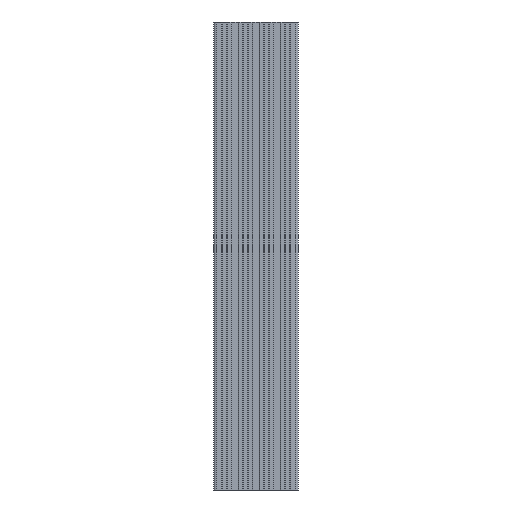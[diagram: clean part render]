
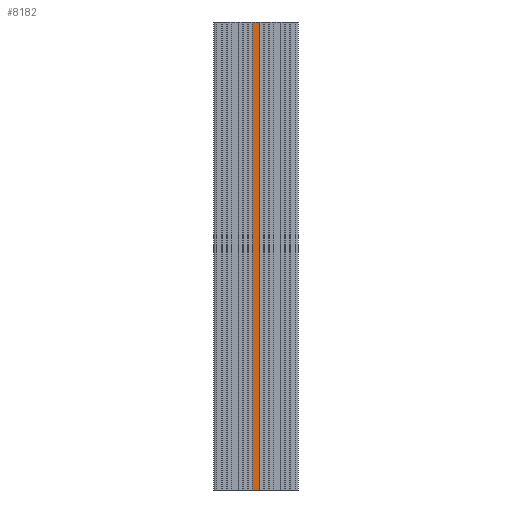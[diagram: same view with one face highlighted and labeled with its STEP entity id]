
A CAD part, front view. The second image highlights one B-rep face of the part: STEP entity #8182.
In plain terms, the highlighted planar face has unit normal (0, -1, 0).
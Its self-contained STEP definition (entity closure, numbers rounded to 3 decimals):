
#185=PLANE($,#8819);
#544=FACE_OUTER_BOUND($,#956,.T.);
#956=EDGE_LOOP($,(#6341,#6342,#6343,#6344));
#1684=LINE($,#13025,#2584);
#1685=LINE($,#13028,#2585);
#1686=LINE($,#13030,#2586);
#1687=LINE($,#13031,#2587);
#2584=VECTOR($,#10603,1000.);
#2585=VECTOR($,#10606,14.4);
#2586=VECTOR($,#10607,14.4);
#2587=VECTOR($,#10608,1000.);
#3775=VERTEX_POINT($,#13021);
#3776=VERTEX_POINT($,#13023);
#3777=VERTEX_POINT($,#13027);
#3778=VERTEX_POINT($,#13029);
#4854=EDGE_CURVE($,#3775,#3776,#1684,.T.);
#4855=EDGE_CURVE($,#3777,#3775,#1685,.T.);
#4856=EDGE_CURVE($,#3778,#3776,#1686,.T.);
#4857=EDGE_CURVE($,#3777,#3778,#1687,.T.);
#6341=ORIENTED_EDGE($,*,*,#4855,.T.);
#6342=ORIENTED_EDGE($,*,*,#4854,.T.);
#6343=ORIENTED_EDGE($,*,*,#4856,.F.);
#6344=ORIENTED_EDGE($,*,*,#4857,.F.);
#8182=ADVANCED_FACE($,(#544),#185,.T.);
#8819=AXIS2_PLACEMENT_3D($,#13026,#10604,#10605);
#10603=DIRECTION($,(0.,0.,1.));
#10604=DIRECTION('center_axis',(0.,-1.,0.));
#10605=DIRECTION('ref_axis',(1.,0.,0.));
#10606=DIRECTION($,(1.,0.,0.));
#10607=DIRECTION($,(1.,0.,0.));
#10608=DIRECTION($,(0.,0.,1.));
#13021=CARTESIAN_POINT('',(40.7,-76.,0.));
#13023=CARTESIAN_POINT('',(40.7,-76.,1000.));
#13025=CARTESIAN_POINT($,(40.7,-76.,0.));
#13026=CARTESIAN_POINT('Origin',(26.3,-76.,0.));
#13027=CARTESIAN_POINT('',(26.3,-76.,0.));
#13028=CARTESIAN_POINT($,(26.3,-76.,0.));
#13029=CARTESIAN_POINT('',(26.3,-76.,1000.));
#13030=CARTESIAN_POINT($,(26.3,-76.,1000.));
#13031=CARTESIAN_POINT($,(26.3,-76.,0.));
